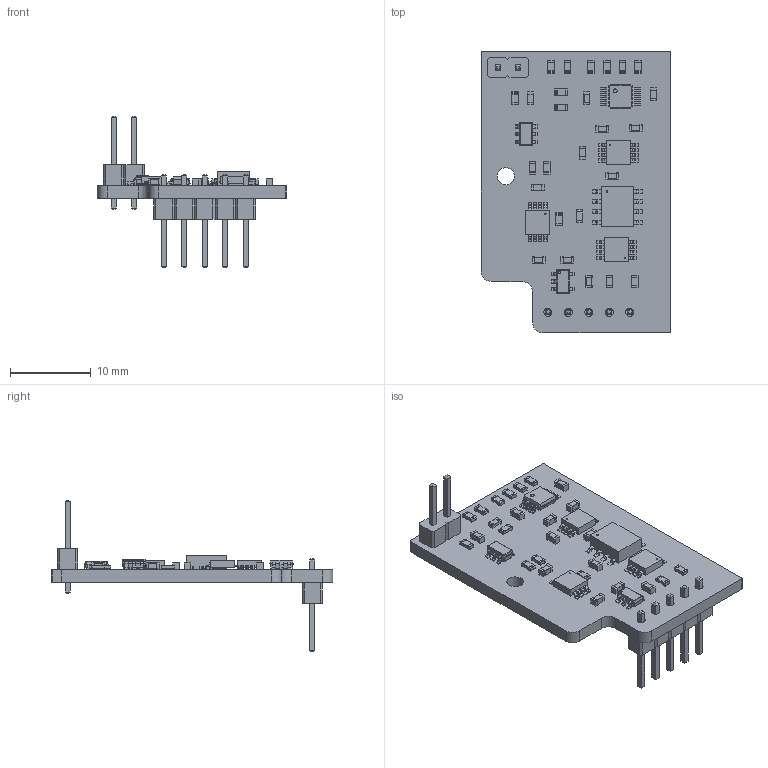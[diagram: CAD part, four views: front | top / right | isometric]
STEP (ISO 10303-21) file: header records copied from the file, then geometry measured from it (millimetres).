
FILE_DESCRIPTION(('KiCad electronic assembly'),'2;1');
FILE_NAME('Sapphire_AnalogMic.step','2021-06-11T07:37:45',('An Author'), ('A Company'),'Open CASCADE STEP processor 6.9', 'KiCad to STEP converter','Unknown');
FILE_SCHEMA(('AUTOMOTIVE_DESIGN { 1 0 10303 214 1 1 1 1 }'));
Length unit declared in the file: millimetre
Products named in the file (20): Open CASCADE STEP translator 6.9 1; MSOP8_MC_MCH; COMPOUND; C_0603_1608Metric; SOLID; MAX7404; DAC7571; R_0603_1608Metric; TSSOP-10_3x3mm_P0.5mm; PinHeader_1x02_P2.54mm_Vertical; PinHeader_1x05_P2.54mm_Vertical; REF2030AIDDCR
Assembly tree (45 placements, depth 3):
  Open CASCADE STEP translator 6.9 1
    MSOP8_MC_MCH  x3
      COMPOUND
    C_0603_1608Metric  x12
      SOLID
    MAX7404
      COMPOUND
    DAC7571
      COMPOUND
    R_0603_1608Metric  x14
      SOLID
    TSSOP-10_3x3mm_P0.5mm
      SOLID
    PinHeader_1x02_P2.54mm_Vertical
      SOLID
    PinHeader_1x05_P2.54mm_Vertical
      SOLID
    REF2030AIDDCR
      COMPOUND
    COMPOUND
Bounding box: 23.5 x 34.92 x 18.78 mm (x, y, z)
Volume: 1470 mm3; surface area: 2564.9 mm2
Topology: 84 solids, 84 shells, 1802 faces, 4558 edges, 2956 vertices
Faces by surface type: plane 1225, cylinder 527, bspline 34, sphere 16
Full cylindrical faces by diameter (mm): 0.15 x3, 0.199 x1, 0.5 x1, 1 x7, 2.1 x1
Entity records: 63858 total; most frequent: CARTESIAN_POINT 12658, DIRECTION 8682, LINE 5770, VECTOR 5770, ORIENTED_EDGE 4536, PCURVE 4536, DEFINITIONAL_REPRESENTATION 4536, EDGE_CURVE 2268
